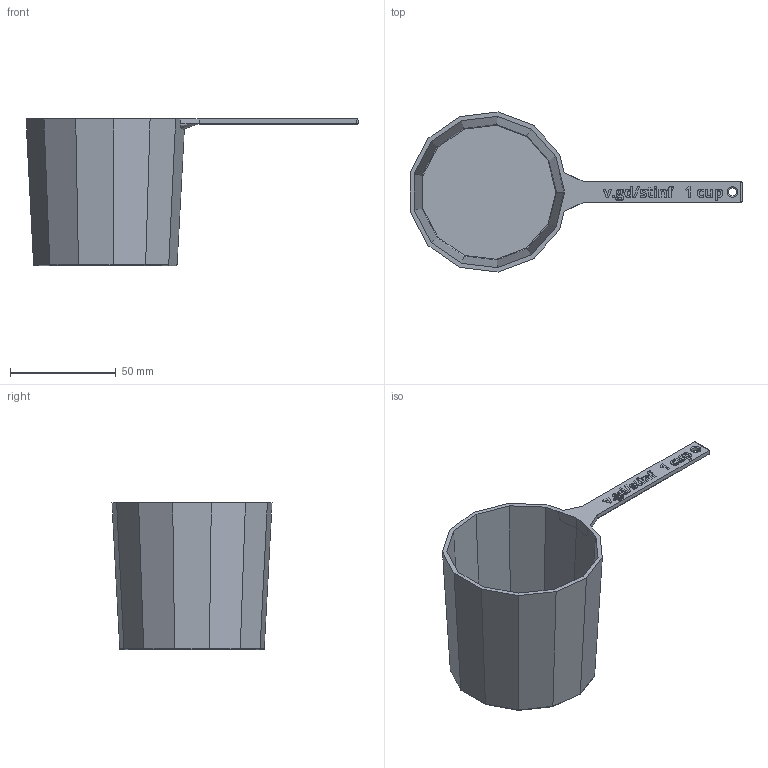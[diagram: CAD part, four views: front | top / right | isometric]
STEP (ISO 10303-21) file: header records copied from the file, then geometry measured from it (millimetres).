
FILE_DESCRIPTION( ( '' ), ' ' );
FILE_NAME( '5a7dc3ef7adbb00ed9cae896.step', '2018-02-09T15:53:20', ( '' ), ( '' ), ' ', ' ', ' ' );
FILE_SCHEMA( ( 'AUTOMOTIVE_DESIGN { 1 0 10303 214 1 1 1 1 }' ) );
Length unit declared in the file: metre
Products named in the file (1): Part 1
Bounding box: 156.72 x 75.56 x 69.46 mm (x, y, z)
Volume: 38869.7 mm3; surface area: 39147.6 mm2
Topology: 1 solids, 1 shells, 338 faces, 913 edges, 595 vertices
Faces by surface type: bspline 151, plane 150, cylinder 33, sphere 2, torus 2
Full cylindrical faces by diameter (mm): 4 x1
Entity records: 14488 total; most frequent: CARTESIAN_POINT 4439, ORIENTED_EDGE 1816, DIRECTION 961, EDGE_CURVE 908, VERTEX_POINT 595, LINE 509, VECTOR 509, EDGE_LOOP 363
